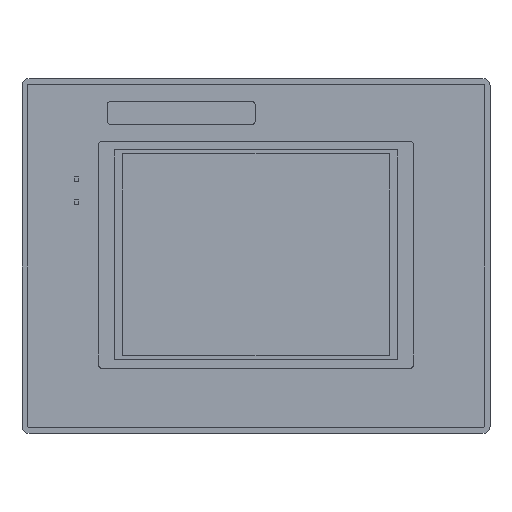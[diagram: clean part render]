
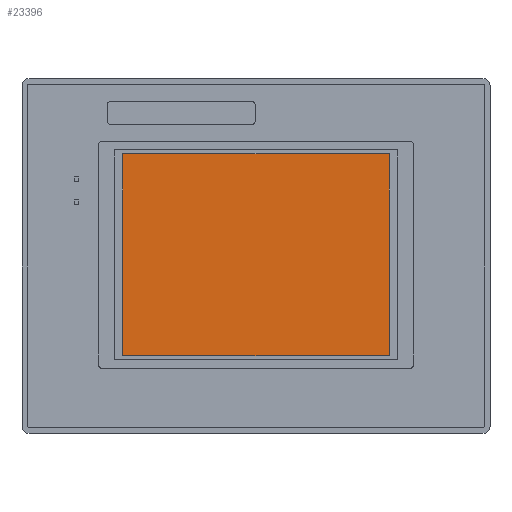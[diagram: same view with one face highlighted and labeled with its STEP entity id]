
A CAD part, top view. The second image highlights one B-rep face of the part: STEP entity #23396.
In plain terms, the highlighted planar face has unit normal (0, 0, 1).
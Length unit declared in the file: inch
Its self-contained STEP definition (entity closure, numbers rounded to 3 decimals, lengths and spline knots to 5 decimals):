
#141 = LINE ( 'NONE', #37815, #16801 ) ;
#5736 = LINE ( 'NONE', #34457, #43730 ) ;
#7560 = VERTEX_POINT ( 'NONE', #45561 ) ;
#9006 = CARTESIAN_POINT ( 'NONE',  ( 2.3, 1.763, 0.3487 ) ) ;
#13747 = CARTESIAN_POINT ( 'NONE',  ( 0., 0., 0.3487 ) ) ;
#15393 = CARTESIAN_POINT ( 'NONE',  ( -2.3, 1.763, 0.3487 ) ) ;
#15489 = ORIENTED_EDGE ( 'NONE', *, *, #33360, .T. ) ;
#16801 = VECTOR ( 'NONE', #49249, 39.37008 ) ;
#17924 = DIRECTION ( 'NONE',  ( 0., 0., 1. ) ) ;
#23396 = ADVANCED_FACE ( 'NONE', ( #41895 ), #40624, .T. ) ;
#23572 = CARTESIAN_POINT ( 'NONE',  ( 2.3, -1.72, 0.3487 ) ) ;
#28085 = ORIENTED_EDGE ( 'NONE', *, *, #37692, .T. ) ;
#29252 = EDGE_LOOP ( 'NONE', ( #42982, #28085, #42906, #15489 ) ) ;
#32741 = LINE ( 'NONE', #9006, #41643 ) ;
#33360 = EDGE_CURVE ( 'NONE', #34426, #42514, #44060, .T. ) ;
#34426 = VERTEX_POINT ( 'NONE', #48740 ) ;
#34457 = CARTESIAN_POINT ( 'NONE',  ( 2.3, -1.72, 0.3487 ) ) ;
#37692 = EDGE_CURVE ( 'NONE', #46923, #7560, #5736, .T. ) ;
#37815 = CARTESIAN_POINT ( 'NONE',  ( -2.3, -1.72, 0.3487 ) ) ;
#38081 = DIRECTION ( 'NONE',  ( 0., -1., 0. ) ) ;
#39399 = DIRECTION ( 'NONE',  ( -1., 0., 0. ) ) ;
#40624 = PLANE ( 'NONE',  #46470 ) ;
#41348 = CARTESIAN_POINT ( 'NONE',  ( -2.3, -1.72, 0.3487 ) ) ;
#41643 = VECTOR ( 'NONE', #39399, 39.37008 ) ;
#41895 = FACE_OUTER_BOUND ( 'NONE', #29252, .T. ) ;
#42081 = DIRECTION ( 'NONE',  ( 0., 1., 0. ) ) ;
#42514 = VERTEX_POINT ( 'NONE', #41348 ) ;
#42845 = VECTOR ( 'NONE', #38081, 39.37008 ) ;
#42906 = ORIENTED_EDGE ( 'NONE', *, *, #43732, .T. ) ;
#42982 = ORIENTED_EDGE ( 'NONE', *, *, #48055, .T. ) ;
#43730 = VECTOR ( 'NONE', #42081, 39.37008 ) ;
#43732 = EDGE_CURVE ( 'NONE', #7560, #34426, #32741, .T. ) ;
#44060 = LINE ( 'NONE', #15393, #42845 ) ;
#44440 = DIRECTION ( 'NONE',  ( 1., 0., 0. ) ) ;
#45561 = CARTESIAN_POINT ( 'NONE',  ( 2.3, 1.763, 0.3487 ) ) ;
#46470 = AXIS2_PLACEMENT_3D ( 'NONE', #13747, #17924, #44440 ) ;
#46923 = VERTEX_POINT ( 'NONE', #23572 ) ;
#48055 = EDGE_CURVE ( 'NONE', #42514, #46923, #141, .T. ) ;
#48740 = CARTESIAN_POINT ( 'NONE',  ( -2.3, 1.763, 0.3487 ) ) ;
#49249 = DIRECTION ( 'NONE',  ( 1., 0., 0. ) ) ;
